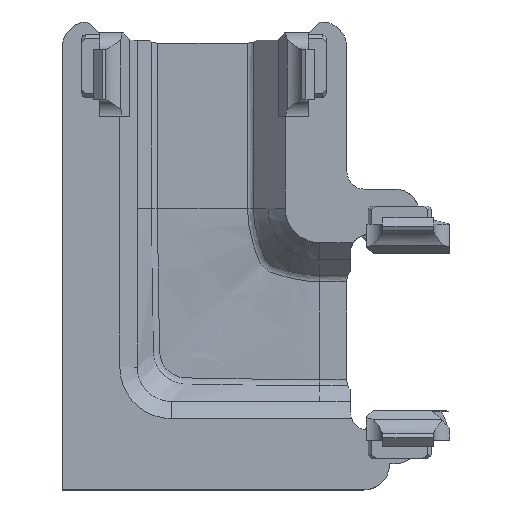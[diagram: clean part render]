
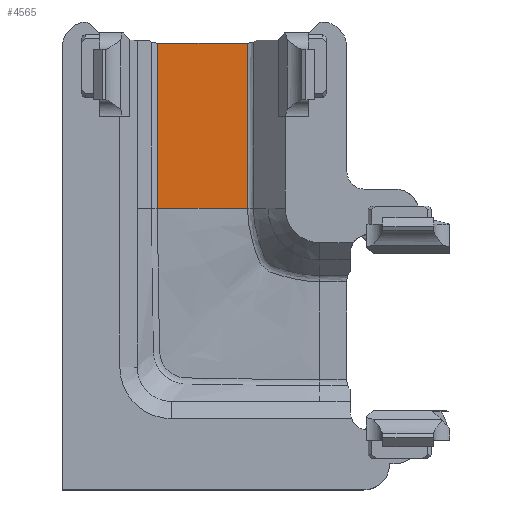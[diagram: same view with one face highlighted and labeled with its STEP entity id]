
A CAD part, top view. The second image highlights one B-rep face of the part: STEP entity #4565.
In plain terms, the highlighted free-form (B-spline) face has degree [3, 3] with [4, 4] control points.
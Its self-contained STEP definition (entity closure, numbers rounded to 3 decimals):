
#57=B_SPLINE_SURFACE_WITH_KNOTS('',3,3,((#8648,#8649,#8650,#8651),(#8652,
#8653,#8654,#8655),(#8656,#8657,#8658,#8659),(#8660,#8661,#8662,#8663)),
 .UNSPECIFIED.,.F.,.F.,.F.,(4,4),(4,4),(-1.088,-0.041),
(0.034,1.956),.UNSPECIFIED.);
#313=FACE_OUTER_BOUND('',#577,.T.);
#577=EDGE_LOOP('',(#3447,#3448,#3449,#3450,#3451,#3452));
#797=B_SPLINE_CURVE_WITH_KNOTS('',3,(#6730,#6731,#6732,#6733),
 .UNSPECIFIED.,.F.,.F.,(4,4),(-1.621,-0.575),
 .UNSPECIFIED.);
#804=B_SPLINE_CURVE_WITH_KNOTS('',3,(#6957,#6958,#6959,#6960),
 .UNSPECIFIED.,.F.,.F.,(4,4),(-1.898,0.),
 .UNSPECIFIED.);
#805=B_SPLINE_CURVE_WITH_KNOTS('',3,(#6961,#6962,#6963,#6964),
 .UNSPECIFIED.,.F.,.F.,(4,4),(-0.024,0.),
 .UNSPECIFIED.);
#822=B_SPLINE_CURVE_WITH_KNOTS('',3,(#7664,#7665,#7666,#7667),
 .UNSPECIFIED.,.F.,.F.,(4,4),(0.,1.898),
 .UNSPECIFIED.);
#825=B_SPLINE_CURVE_WITH_KNOTS('',3,(#7679,#7680,#7681,#7682),
 .UNSPECIFIED.,.F.,.F.,(4,4),(-0.024,0.),
 .UNSPECIFIED.);
#837=B_SPLINE_CURVE_WITH_KNOTS('',3,(#8644,#8645,#8646,#8647),
 .UNSPECIFIED.,.F.,.F.,(4,4),(-1.088,-0.041),
 .UNSPECIFIED.);
#2048=VERTEX_POINT('',#6728);
#2049=VERTEX_POINT('',#6729);
#2093=VERTEX_POINT('',#6954);
#2094=VERTEX_POINT('',#6956);
#2111=VERTEX_POINT('',#7662);
#2112=VERTEX_POINT('',#7663);
#2500=EDGE_CURVE('',#2048,#2049,#797,.T.);
#2577=EDGE_CURVE('',#2093,#2094,#804,.T.);
#2578=EDGE_CURVE('',#2094,#2048,#805,.F.);
#2602=EDGE_CURVE('',#2111,#2112,#822,.T.);
#2606=EDGE_CURVE('',#2111,#2049,#825,.F.);
#2619=EDGE_CURVE('',#2093,#2112,#837,.T.);
#3447=ORIENTED_EDGE('',*,*,#2577,.F.);
#3448=ORIENTED_EDGE('',*,*,#2619,.T.);
#3449=ORIENTED_EDGE('',*,*,#2602,.F.);
#3450=ORIENTED_EDGE('',*,*,#2606,.T.);
#3451=ORIENTED_EDGE('',*,*,#2500,.F.);
#3452=ORIENTED_EDGE('',*,*,#2578,.F.);
#4565=ADVANCED_FACE('',(#313),#57,.F.);
#6728=CARTESIAN_POINT('',(31.842,77.703,-77.03));
#6729=CARTESIAN_POINT('',(42.304,77.703,-77.03));
#6730=CARTESIAN_POINT('Ctrl Pts',(31.842,77.703,-77.03));
#6731=CARTESIAN_POINT('Ctrl Pts',(35.33,77.703,-77.03));
#6732=CARTESIAN_POINT('Ctrl Pts',(38.817,77.703,-77.03));
#6733=CARTESIAN_POINT('Ctrl Pts',(42.304,77.703,-77.03));
#6954=CARTESIAN_POINT('',(31.842,58.482,-77.03));
#6956=CARTESIAN_POINT('',(31.842,77.467,-77.03));
#6957=CARTESIAN_POINT('Ctrl Pts',(31.842,58.482,-77.03));
#6958=CARTESIAN_POINT('Ctrl Pts',(31.842,64.81,-77.03));
#6959=CARTESIAN_POINT('Ctrl Pts',(31.842,71.138,-77.03));
#6960=CARTESIAN_POINT('Ctrl Pts',(31.842,77.467,-77.03));
#6961=CARTESIAN_POINT('Ctrl Pts',(31.842,77.703,-77.03));
#6962=CARTESIAN_POINT('Ctrl Pts',(31.842,77.624,-77.03));
#6963=CARTESIAN_POINT('Ctrl Pts',(31.842,77.546,-77.03));
#6964=CARTESIAN_POINT('Ctrl Pts',(31.842,77.467,-77.03));
#7662=CARTESIAN_POINT('',(42.304,77.467,-77.03));
#7663=CARTESIAN_POINT('',(42.304,58.482,-77.03));
#7664=CARTESIAN_POINT('Ctrl Pts',(42.304,77.467,-77.03));
#7665=CARTESIAN_POINT('Ctrl Pts',(42.304,71.138,-77.03));
#7666=CARTESIAN_POINT('Ctrl Pts',(42.304,64.81,-77.03));
#7667=CARTESIAN_POINT('Ctrl Pts',(42.304,58.482,-77.03));
#7679=CARTESIAN_POINT('Ctrl Pts',(42.304,77.703,-77.03));
#7680=CARTESIAN_POINT('Ctrl Pts',(42.304,77.624,-77.03));
#7681=CARTESIAN_POINT('Ctrl Pts',(42.304,77.546,-77.03));
#7682=CARTESIAN_POINT('Ctrl Pts',(42.304,77.467,-77.03));
#8644=CARTESIAN_POINT('Ctrl Pts',(31.842,58.482,-77.03));
#8645=CARTESIAN_POINT('Ctrl Pts',(35.33,58.482,-77.03));
#8646=CARTESIAN_POINT('Ctrl Pts',(38.817,58.482,-77.03));
#8647=CARTESIAN_POINT('Ctrl Pts',(42.304,58.482,-77.03));
#8648=CARTESIAN_POINT('Ctrl Pts',(31.842,77.703,-77.03));
#8649=CARTESIAN_POINT('Ctrl Pts',(31.842,71.296,-77.03));
#8650=CARTESIAN_POINT('Ctrl Pts',(31.842,64.889,-77.03));
#8651=CARTESIAN_POINT('Ctrl Pts',(31.842,58.482,-77.03));
#8652=CARTESIAN_POINT('Ctrl Pts',(35.33,77.703,-77.03));
#8653=CARTESIAN_POINT('Ctrl Pts',(35.33,71.296,-77.03));
#8654=CARTESIAN_POINT('Ctrl Pts',(35.33,64.889,-77.03));
#8655=CARTESIAN_POINT('Ctrl Pts',(35.33,58.482,-77.03));
#8656=CARTESIAN_POINT('Ctrl Pts',(38.817,77.703,-77.03));
#8657=CARTESIAN_POINT('Ctrl Pts',(38.817,71.296,-77.03));
#8658=CARTESIAN_POINT('Ctrl Pts',(38.817,64.889,-77.03));
#8659=CARTESIAN_POINT('Ctrl Pts',(38.817,58.482,-77.03));
#8660=CARTESIAN_POINT('Ctrl Pts',(42.304,77.703,-77.03));
#8661=CARTESIAN_POINT('Ctrl Pts',(42.304,71.296,-77.03));
#8662=CARTESIAN_POINT('Ctrl Pts',(42.304,64.889,-77.03));
#8663=CARTESIAN_POINT('Ctrl Pts',(42.304,58.482,-77.03));
